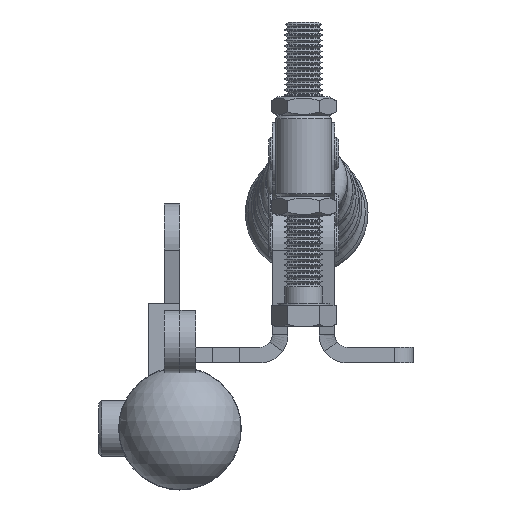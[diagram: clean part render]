
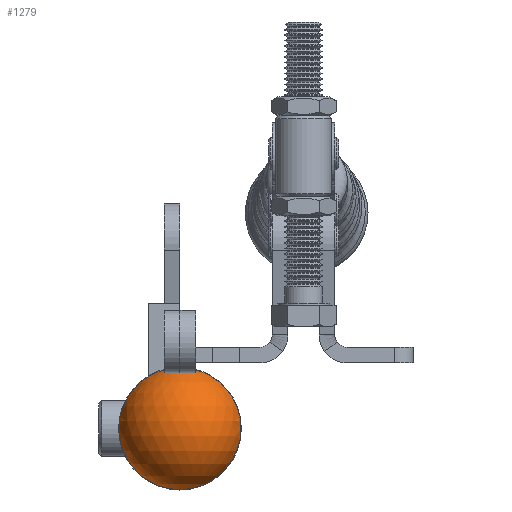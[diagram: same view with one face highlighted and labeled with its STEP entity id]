
A CAD part, left-side view. The second image highlights one B-rep face of the part: STEP entity #1279.
In plain terms, the highlighted spherical face has radius 20 mm.
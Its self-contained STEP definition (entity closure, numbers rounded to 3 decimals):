
#1279 = ADVANCED_FACE( '', ( #2919 ), #2920, .T. );
#2919 = FACE_OUTER_BOUND( '', #4876, .T. );
#2920 = SPHERICAL_SURFACE( '', #4877, 20. );
#4876 = EDGE_LOOP( '', ( #7809 ) );
#4877 = AXIS2_PLACEMENT_3D( '', #7810, #7811, #7812 );
#7809 = ORIENTED_EDGE( '', *, *, #9827, .F. );
#7810 = CARTESIAN_POINT( '', ( -139.096, 0., 0. ) );
#7811 = DIRECTION( '', ( 0., 0., -1. ) );
#7812 = DIRECTION( '', ( -0.22, -0.976, 0. ) );
#9827 = EDGE_CURVE( '', #11593, #11593, #11594, .T. );
#11593 = VERTEX_POINT( '', #13991 );
#11594 = CIRCLE( '', #13992, 19.512 );
#13991 = CARTESIAN_POINT( '', ( -143.488, 19.512, 0. ) );
#13992 = AXIS2_PLACEMENT_3D( '', #15741, #15742, #15743 );
#15741 = CARTESIAN_POINT( '', ( -143.488, 0., 0. ) );
#15742 = DIRECTION( '', ( 1., 0., 0. ) );
#15743 = DIRECTION( '', ( 0., 1., 0. ) );
